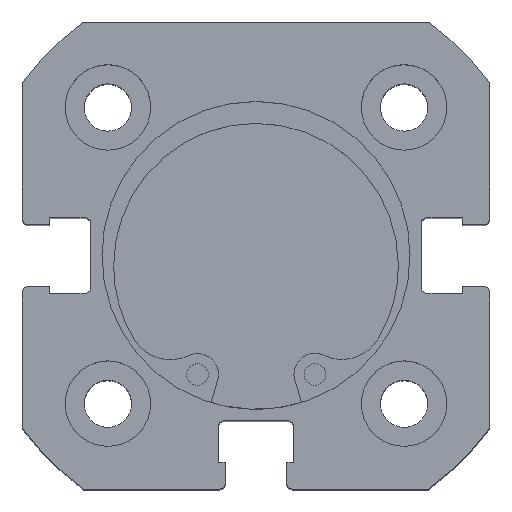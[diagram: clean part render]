
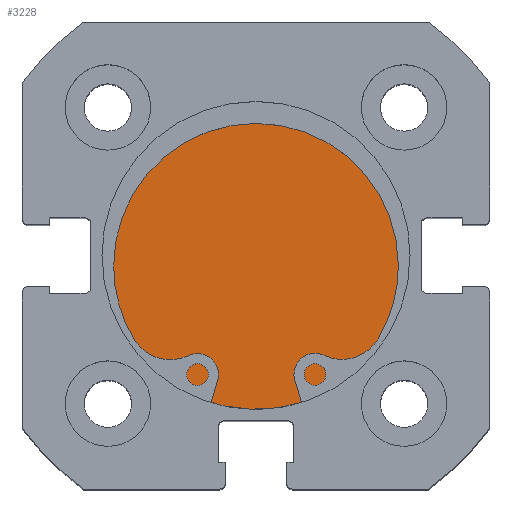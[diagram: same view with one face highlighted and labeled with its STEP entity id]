
A CAD part, top view. The second image highlights one B-rep face of the part: STEP entity #3228.
In plain terms, the highlighted face is planar.
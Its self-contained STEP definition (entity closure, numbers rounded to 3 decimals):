
#259 = EDGE_CURVE ( 'NONE', #4704, #4649, #1267, .T. ) ;
#275 = EDGE_CURVE ( 'NONE', #4649, #4704, #1287, .T. ) ;
#546 = AXIS2_PLACEMENT_3D ( 'NONE', #2381, #2387, #2388 ) ;
#559 = AXIS2_PLACEMENT_3D ( 'NONE', #2429, #2430, #2431 ) ;
#797 = AXIS2_PLACEMENT_3D ( 'NONE', #3933, #3936, #3937 ) ;
#1267 = CIRCLE ( 'NONE', #546, 13.5 ) ;
#1287 = CIRCLE ( 'NONE', #559, 13.5 ) ;
#1842 = FACE_OUTER_BOUND ( 'NONE', #3288, .T. ) ;
#2381 = CARTESIAN_POINT ( 'NONE',  ( 6., 0., 0. ) ) ;
#2387 = DIRECTION ( 'NONE',  ( -1., 0., 0. ) ) ;
#2388 = DIRECTION ( 'NONE',  ( 0., 0., 1. ) ) ;
#2429 = CARTESIAN_POINT ( 'NONE',  ( 6., 0., 0. ) ) ;
#2430 = DIRECTION ( 'NONE',  ( -1., 0., 0. ) ) ;
#2431 = DIRECTION ( 'NONE',  ( 0., 0., 1. ) ) ;
#3228 = ADVANCED_FACE ( 'NONE', ( #1842 ), #3934, .F. ) ;
#3288 = EDGE_LOOP ( 'NONE', ( #5757, #5756 ) ) ;
#3933 = CARTESIAN_POINT ( 'NONE',  ( 6., 13.5, 0. ) ) ;
#3934 = PLANE ( 'NONE',  #797 ) ;
#3936 = DIRECTION ( 'NONE',  ( -1., 0., 0. ) ) ;
#3937 = DIRECTION ( 'NONE',  ( 0., 0., 1. ) ) ;
#4125 = CARTESIAN_POINT ( 'NONE',  ( 6., 0., 13.5 ) ) ;
#4163 = CARTESIAN_POINT ( 'NONE',  ( 6., 0., -13.5 ) ) ;
#4649 = VERTEX_POINT ( 'NONE', #4125 ) ;
#4704 = VERTEX_POINT ( 'NONE', #4163 ) ;
#5756 = ORIENTED_EDGE ( 'NONE', *, *, #259, .F. ) ;
#5757 = ORIENTED_EDGE ( 'NONE', *, *, #275, .F. ) ;
